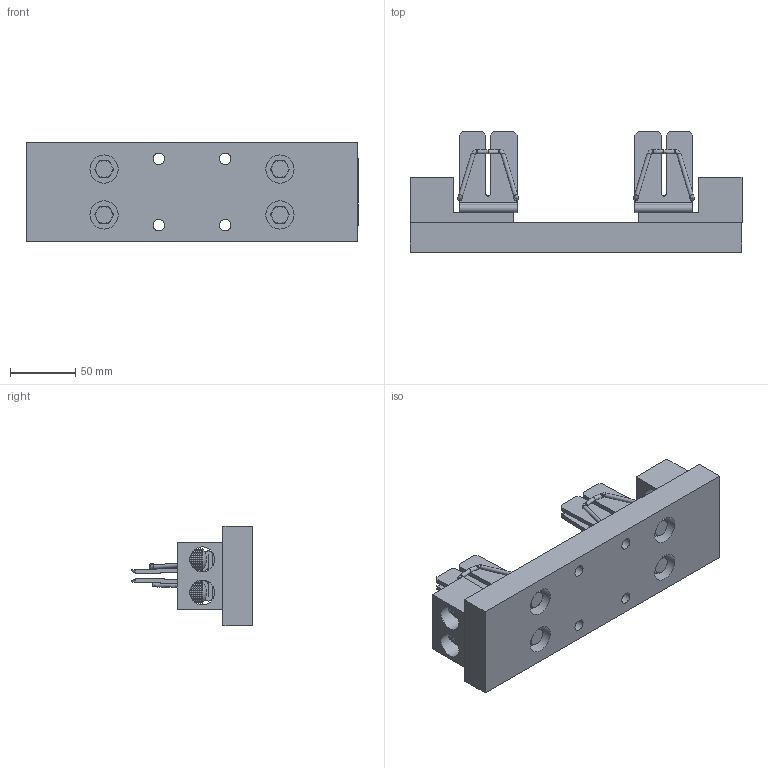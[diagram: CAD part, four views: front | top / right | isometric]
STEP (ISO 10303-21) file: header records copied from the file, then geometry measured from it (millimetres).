
FILE_DESCRIPTION (( 'STEP AP214' ), '1' );
FILE_NAME ('700514revA.STEP', '2014-01-17T13:39:52', ( '' ), ( '' ), 'SwSTEP 2.0', 'SolidWorks 2013', '' );
FILE_SCHEMA (( 'AUTOMOTIVE_DESIGN' ));
Length unit declared in the file: inch
Products named in the file (1): 700514revA
Bounding box: 254.1 x 92.13 x 76.2 mm (x, y, z)
Volume: 573286.2 mm3; surface area: 155826 mm2
Topology: 20 solids, 20 shells, 516 faces, 1166 edges, 716 vertices
Faces by surface type: plane 234, cone 164, cylinder 82, bspline 32, sphere 4
Full cylindrical faces by diameter (mm): 6.528 x8, 7.938 x8, 8.026 x2, 8.611 x4, 8.738 x4, 9.576 x2, 15.875 x10, 19.05 x8, 21.59 x4
Entity records: 21583 total; most frequent: CARTESIAN_POINT 4161, DIRECTION 2074, ORIENTED_EDGE 1900, EDGE_CURVE 950, AXIS2_PLACEMENT_3D 799, EDGE_LOOP 796, VERTEX_POINT 698, FACE_OUTER_BOUND 598
